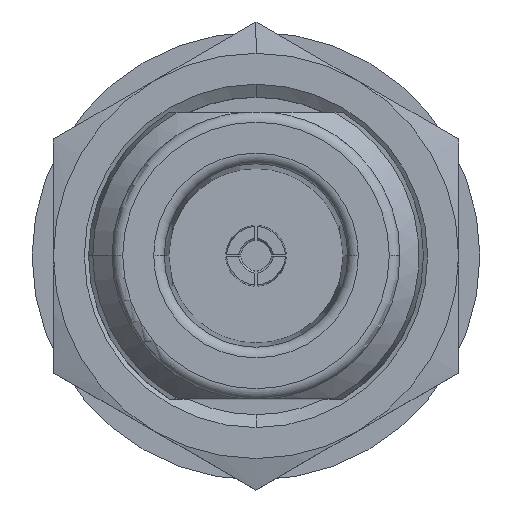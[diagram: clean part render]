
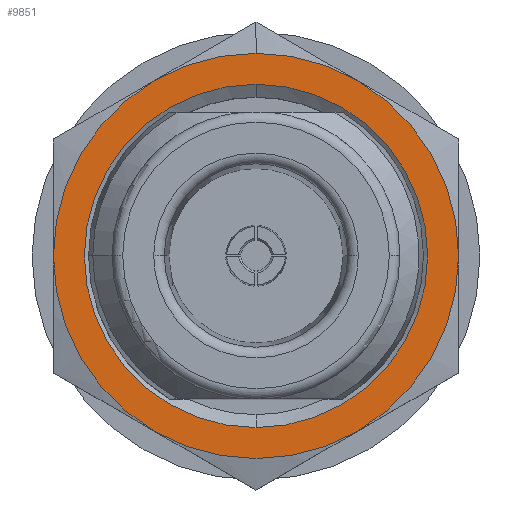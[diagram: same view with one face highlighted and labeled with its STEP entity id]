
A CAD part, top view. The second image highlights one B-rep face of the part: STEP entity #9851.
In plain terms, the highlighted planar face has unit normal (0, 0, 1).
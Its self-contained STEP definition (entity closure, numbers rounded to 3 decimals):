
#69 = AXIS2_PLACEMENT_3D ( 'NONE', #8588, #8544, #8478 ) ;
#310 = DIRECTION ( 'NONE',  ( -1., 0., 0. ) ) ;
#343 = ORIENTED_EDGE ( 'NONE', *, *, #1829, .T. ) ;
#589 = CIRCLE ( 'NONE', #9438, 8.05 ) ;
#724 = ORIENTED_EDGE ( 'NONE', *, *, #5045, .F. ) ;
#732 = CIRCLE ( 'NONE', #9496, 9.5 ) ;
#774 = DIRECTION ( 'NONE',  ( 0., 0., 1. ) ) ;
#777 = VERTEX_POINT ( 'NONE', #1835 ) ;
#825 = VERTEX_POINT ( 'NONE', #5837 ) ;
#847 = ORIENTED_EDGE ( 'NONE', *, *, #2446, .T. ) ;
#852 = CARTESIAN_POINT ( 'NONE',  ( 0., 0., -12.65 ) ) ;
#1169 = PLANE ( 'NONE',  #2559 ) ;
#1387 = CARTESIAN_POINT ( 'NONE',  ( 4.75, -8.227, -12.65 ) ) ;
#1393 = CIRCLE ( 'NONE', #4430, 9.5 ) ;
#1528 = DIRECTION ( 'NONE',  ( 0., 0., -1. ) ) ;
#1578 = FACE_OUTER_BOUND ( 'NONE', #9786, .T. ) ;
#1764 = CARTESIAN_POINT ( 'NONE',  ( -4.75, 8.227, -12.65 ) ) ;
#1805 = CARTESIAN_POINT ( 'NONE',  ( 0., 9.5, -12.65 ) ) ;
#1829 = EDGE_CURVE ( 'NONE', #4251, #777, #9338, .T. ) ;
#1835 = CARTESIAN_POINT ( 'NONE',  ( -9.5, 0., -12.65 ) ) ;
#1884 = CARTESIAN_POINT ( 'NONE',  ( 0., 0., -12.65 ) ) ;
#1941 = AXIS2_PLACEMENT_3D ( 'NONE', #852, #774, #310 ) ;
#1960 = VERTEX_POINT ( 'NONE', #5347 ) ;
#2031 = DIRECTION ( 'NONE',  ( 0., 0., -1. ) ) ;
#2232 = CARTESIAN_POINT ( 'NONE',  ( 0., 0., -12.65 ) ) ;
#2337 = VERTEX_POINT ( 'NONE', #1387 ) ;
#2446 = EDGE_CURVE ( 'NONE', #777, #5443, #6535, .T. ) ;
#2469 = DIRECTION ( 'NONE',  ( -1., 0., 0. ) ) ;
#2493 = EDGE_CURVE ( 'NONE', #3802, #4251, #1393, .T. ) ;
#2559 = AXIS2_PLACEMENT_3D ( 'NONE', #6959, #2031, #7757 ) ;
#2656 = AXIS2_PLACEMENT_3D ( 'NONE', #2232, #7958, #3057 ) ;
#2717 = DIRECTION ( 'NONE',  ( 0., 1., 0. ) ) ;
#3011 = ORIENTED_EDGE ( 'NONE', *, *, #6944, .T. ) ;
#3057 = DIRECTION ( 'NONE',  ( -1., 0., 0. ) ) ;
#3094 = EDGE_CURVE ( 'NONE', #5443, #2337, #10380, .T. ) ;
#3268 = EDGE_CURVE ( 'NONE', #7749, #1960, #589, .T. ) ;
#3397 = DIRECTION ( 'NONE',  ( 0., 0., 1. ) ) ;
#3718 = AXIS2_PLACEMENT_3D ( 'NONE', #6454, #1528, #7286 ) ;
#3802 = VERTEX_POINT ( 'NONE', #1805 ) ;
#3805 = DIRECTION ( 'NONE',  ( 0., 0., 1. ) ) ;
#3841 = DIRECTION ( 'NONE',  ( 0., 0., -1. ) ) ;
#4020 = CARTESIAN_POINT ( 'NONE',  ( 0., 8.05, -12.65 ) ) ;
#4240 = EDGE_CURVE ( 'NONE', #2337, #6759, #6426, .T. ) ;
#4251 = VERTEX_POINT ( 'NONE', #1764 ) ;
#4302 = EDGE_LOOP ( 'NONE', ( #5727, #9009 ) ) ;
#4430 = AXIS2_PLACEMENT_3D ( 'NONE', #7440, #7307, #7275 ) ;
#5045 = EDGE_CURVE ( 'NONE', #825, #6759, #732, .T. ) ;
#5347 = CARTESIAN_POINT ( 'NONE',  ( 0., -8.05, -12.65 ) ) ;
#5443 = VERTEX_POINT ( 'NONE', #7571 ) ;
#5606 = EDGE_CURVE ( 'NONE', #1960, #7749, #7777, .T. ) ;
#5727 = ORIENTED_EDGE ( 'NONE', *, *, #5606, .T. ) ;
#5758 = ORIENTED_EDGE ( 'NONE', *, *, #2493, .T. ) ;
#5837 = CARTESIAN_POINT ( 'NONE',  ( 4.75, 8.227, -12.65 ) ) ;
#6366 = CARTESIAN_POINT ( 'NONE',  ( 0., 0., -12.65 ) ) ;
#6426 = CIRCLE ( 'NONE', #9992, 9.5 ) ;
#6454 = CARTESIAN_POINT ( 'NONE',  ( 0., 0., -12.65 ) ) ;
#6535 = CIRCLE ( 'NONE', #69, 9.5 ) ;
#6759 = VERTEX_POINT ( 'NONE', #9401 ) ;
#6944 = EDGE_CURVE ( 'NONE', #825, #3802, #7317, .T. ) ;
#6959 = CARTESIAN_POINT ( 'NONE',  ( 9.5, -16.454, -12.65 ) ) ;
#7132 = AXIS2_PLACEMENT_3D ( 'NONE', #6366, #3805, #2469 ) ;
#7275 = DIRECTION ( 'NONE',  ( -1., 0., 0. ) ) ;
#7286 = DIRECTION ( 'NONE',  ( 0., 1., 0. ) ) ;
#7307 = DIRECTION ( 'NONE',  ( 0., 0., 1. ) ) ;
#7317 = CIRCLE ( 'NONE', #2656, 9.5 ) ;
#7411 = ORIENTED_EDGE ( 'NONE', *, *, #4240, .T. ) ;
#7440 = CARTESIAN_POINT ( 'NONE',  ( 0., 0., -12.65 ) ) ;
#7571 = CARTESIAN_POINT ( 'NONE',  ( -4.75, -8.227, -12.65 ) ) ;
#7612 = DIRECTION ( 'NONE',  ( 0., 0., -1. ) ) ;
#7749 = VERTEX_POINT ( 'NONE', #4020 ) ;
#7757 = DIRECTION ( 'NONE',  ( -1., 0., 0. ) ) ;
#7777 = CIRCLE ( 'NONE', #3718, 8.05 ) ;
#7888 = ORIENTED_EDGE ( 'NONE', *, *, #3094, .T. ) ;
#7958 = DIRECTION ( 'NONE',  ( 0., 0., 1. ) ) ;
#8313 = CARTESIAN_POINT ( 'NONE',  ( 0., 0., -12.65 ) ) ;
#8478 = DIRECTION ( 'NONE',  ( -1., 0., 0. ) ) ;
#8544 = DIRECTION ( 'NONE',  ( 0., 0., 1. ) ) ;
#8588 = CARTESIAN_POINT ( 'NONE',  ( 0., 0., -12.65 ) ) ;
#8785 = CARTESIAN_POINT ( 'NONE',  ( 0., 0., -12.65 ) ) ;
#9009 = ORIENTED_EDGE ( 'NONE', *, *, #3268, .T. ) ;
#9137 = DIRECTION ( 'NONE',  ( -1., 0., 0. ) ) ;
#9338 = CIRCLE ( 'NONE', #7132, 9.5 ) ;
#9401 = CARTESIAN_POINT ( 'NONE',  ( 9.5, 0., -12.65 ) ) ;
#9438 = AXIS2_PLACEMENT_3D ( 'NONE', #1884, #7612, #2717 ) ;
#9496 = AXIS2_PLACEMENT_3D ( 'NONE', #8785, #3841, #9601 ) ;
#9601 = DIRECTION ( 'NONE',  ( 0., 1., 0. ) ) ;
#9786 = EDGE_LOOP ( 'NONE', ( #343, #847, #7888, #7411, #724, #3011, #5758 ) ) ;
#9851 = ADVANCED_FACE ( 'NONE', ( #10081, #1578 ), #1169, .F. ) ;
#9992 = AXIS2_PLACEMENT_3D ( 'NONE', #8313, #3397, #9137 ) ;
#10081 = FACE_BOUND ( 'NONE', #4302, .T. ) ;
#10380 = CIRCLE ( 'NONE', #1941, 9.5 ) ;
